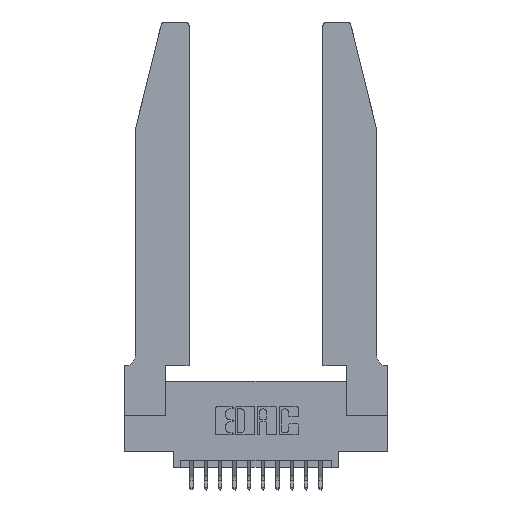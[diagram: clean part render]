
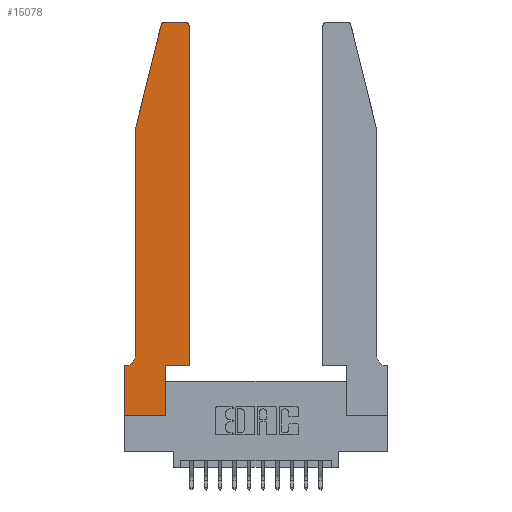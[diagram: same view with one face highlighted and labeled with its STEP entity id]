
A CAD part, top view. The second image highlights one B-rep face of the part: STEP entity #15078.
In plain terms, the highlighted planar face has unit normal (0, 0, 1).
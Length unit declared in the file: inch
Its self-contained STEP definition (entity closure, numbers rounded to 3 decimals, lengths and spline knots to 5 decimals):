
#195 = DIRECTION ( 'NONE',  ( 0., 1., 0. ) ) ;
#670 = EDGE_CURVE ( 'NONE', #4520, #7968, #11045, .T. ) ;
#757 = CARTESIAN_POINT ( 'NONE',  ( 0.0755, 0.35, 0.37 ) ) ;
#799 = CARTESIAN_POINT ( 'NONE',  ( 0., 0.35, 0.37 ) ) ;
#832 = VERTEX_POINT ( 'NONE', #15776 ) ;
#1137 = CARTESIAN_POINT ( 'NONE',  ( 0., 0.35, 0.37 ) ) ;
#1164 = LINE ( 'NONE', #757, #11654 ) ;
#1302 = DIRECTION ( 'NONE',  ( 0., 0., 1. ) ) ;
#2264 = DIRECTION ( 'NONE',  ( -1., 0., 0. ) ) ;
#2373 = DIRECTION ( 'NONE',  ( -1., 0., 0. ) ) ;
#2388 = VERTEX_POINT ( 'NONE', #16981 ) ;
#2459 = DIRECTION ( 'NONE',  ( 0., 1., 0. ) ) ;
#2506 = AXIS2_PLACEMENT_3D ( 'NONE', #14666, #1302, #5358 ) ;
#2744 = VERTEX_POINT ( 'NONE', #7346 ) ;
#2792 = LINE ( 'NONE', #12284, #5311 ) ;
#2819 = DIRECTION ( 'NONE',  ( -0.239, -0.971, 0. ) ) ;
#2995 = LINE ( 'NONE', #11958, #3223 ) ;
#3223 = VECTOR ( 'NONE', #2459, 39.37008 ) ;
#4057 = CARTESIAN_POINT ( 'NONE',  ( 0.4505, 0.35, 0.37 ) ) ;
#4520 = VERTEX_POINT ( 'NONE', #16649 ) ;
#4643 = LINE ( 'NONE', #12429, #12396 ) ;
#4732 = EDGE_CURVE ( 'NONE', #7968, #13037, #2995, .T. ) ;
#4832 = CARTESIAN_POINT ( 'NONE',  ( 0.4205, 2.75, 0.37 ) ) ;
#4847 = FACE_OUTER_BOUND ( 'NONE', #9931, .T. ) ;
#5311 = VECTOR ( 'NONE', #11033, 39.37008 ) ;
#5358 = DIRECTION ( 'NONE',  ( 1., 0., 0. ) ) ;
#5907 = CARTESIAN_POINT ( 'NONE',  ( 0., 0., 0.37 ) ) ;
#5993 = ORIENTED_EDGE ( 'NONE', *, *, #670, .T. ) ;
#6138 = EDGE_CURVE ( 'NONE', #10066, #2744, #4643, .T. ) ;
#6296 = CARTESIAN_POINT ( 'NONE',  ( 0.2865, 0., 0.37 ) ) ;
#6451 = LINE ( 'NONE', #5907, #8591 ) ;
#7069 = VECTOR ( 'NONE', #7474, 39.37008 ) ;
#7337 = ORIENTED_EDGE ( 'NONE', *, *, #10051, .T. ) ;
#7346 = CARTESIAN_POINT ( 'NONE',  ( 0.0755, 2., 0.37 ) ) ;
#7474 = DIRECTION ( 'NONE',  ( 0., -1., 0. ) ) ;
#7742 = VERTEX_POINT ( 'NONE', #1137 ) ;
#7775 = CARTESIAN_POINT ( 'NONE',  ( 0.4505, 0.35, 0.37 ) ) ;
#7893 = DIRECTION ( 'NONE',  ( 0., 0., -1. ) ) ;
#7968 = VERTEX_POINT ( 'NONE', #6296 ) ;
#8132 = ORIENTED_EDGE ( 'NONE', *, *, #6138, .T. ) ;
#8155 = CARTESIAN_POINT ( 'NONE',  ( 0.0055, 0.35, 0.37 ) ) ;
#8470 = ORIENTED_EDGE ( 'NONE', *, *, #9773, .T. ) ;
#8576 = CIRCLE ( 'NONE', #2506, 0.03 ) ;
#8591 = VECTOR ( 'NONE', #12643, 39.37008 ) ;
#8766 = ORIENTED_EDGE ( 'NONE', *, *, #10268, .T. ) ;
#8932 = ORIENTED_EDGE ( 'NONE', *, *, #11785, .T. ) ;
#9566 = VECTOR ( 'NONE', #195, 39.37008 ) ;
#9583 = EDGE_CURVE ( 'NONE', #832, #10066, #16494, .T. ) ;
#9708 = ORIENTED_EDGE ( 'NONE', *, *, #16957, .T. ) ;
#9773 = EDGE_CURVE ( 'NONE', #7742, #4520, #6451, .T. ) ;
#9874 = CARTESIAN_POINT ( 'NONE',  ( 0.0755, 0.42, 0.37 ) ) ;
#9931 = EDGE_LOOP ( 'NONE', ( #11177, #16801, #8132, #8932, #7337, #14500, #8470, #5993, #12449, #15709, #9708, #8766 ) ) ;
#10051 = EDGE_CURVE ( 'NONE', #14586, #13387, #11714, .T. ) ;
#10066 = VERTEX_POINT ( 'NONE', #14563 ) ;
#10182 = DIRECTION ( 'NONE',  ( 1., 0., 0. ) ) ;
#10268 = EDGE_CURVE ( 'NONE', #2388, #12515, #8576, .T. ) ;
#10402 = CARTESIAN_POINT ( 'NONE',  ( 0.2605, 2.75, 0.37 ) ) ;
#10792 = DIRECTION ( 'NONE',  ( 1., 0., 0. ) ) ;
#11033 = DIRECTION ( 'NONE',  ( 1., 0., 0. ) ) ;
#11045 = LINE ( 'NONE', #16335, #14149 ) ;
#11085 = AXIS2_PLACEMENT_3D ( 'NONE', #15950, #17262, #10792 ) ;
#11177 = ORIENTED_EDGE ( 'NONE', *, *, #17166, .T. ) ;
#11293 = CARTESIAN_POINT ( 'NONE',  ( 0.2865, 0.35, 0.37 ) ) ;
#11369 = DIRECTION ( 'NONE',  ( 0., 0., 1. ) ) ;
#11654 = VECTOR ( 'NONE', #2264, 39.37008 ) ;
#11714 = CIRCLE ( 'NONE', #15520, 0.07 ) ;
#11785 = EDGE_CURVE ( 'NONE', #2744, #14586, #13992, .T. ) ;
#11958 = CARTESIAN_POINT ( 'NONE',  ( 0.2865, 0.35, 0.37 ) ) ;
#12284 = CARTESIAN_POINT ( 'NONE',  ( 0.4505, 0.35, 0.37 ) ) ;
#12346 = DIRECTION ( 'NONE',  ( 1., 0., 0. ) ) ;
#12396 = VECTOR ( 'NONE', #2819, 39.37008 ) ;
#12429 = CARTESIAN_POINT ( 'NONE',  ( 0.0755, 2., 0.37 ) ) ;
#12449 = ORIENTED_EDGE ( 'NONE', *, *, #4732, .T. ) ;
#12515 = VERTEX_POINT ( 'NONE', #4832 ) ;
#12643 = DIRECTION ( 'NONE',  ( 0., -1., 0. ) ) ;
#13037 = VERTEX_POINT ( 'NONE', #11293 ) ;
#13245 = CARTESIAN_POINT ( 'NONE',  ( 0.0055, 0.42, 0.37 ) ) ;
#13387 = VERTEX_POINT ( 'NONE', #8155 ) ;
#13785 = VERTEX_POINT ( 'NONE', #7775 ) ;
#13871 = EDGE_CURVE ( 'NONE', #13037, #13785, #2792, .T. ) ;
#13992 = LINE ( 'NONE', #15396, #7069 ) ;
#14149 = VECTOR ( 'NONE', #12346, 39.37008 ) ;
#14500 = ORIENTED_EDGE ( 'NONE', *, *, #16421, .T. ) ;
#14563 = CARTESIAN_POINT ( 'NONE',  ( 0.25487, 2.72718, 0.37 ) ) ;
#14586 = VERTEX_POINT ( 'NONE', #9874 ) ;
#14666 = CARTESIAN_POINT ( 'NONE',  ( 0.4205, 2.72, 0.37 ) ) ;
#14759 = LINE ( 'NONE', #10402, #15790 ) ;
#15078 = ADVANCED_FACE ( 'NONE', ( #4847 ), #15317, .T. ) ;
#15317 = PLANE ( 'NONE',  #16668 ) ;
#15396 = CARTESIAN_POINT ( 'NONE',  ( 0.0755, 2., 0.37 ) ) ;
#15410 = LINE ( 'NONE', #4057, #9566 ) ;
#15520 = AXIS2_PLACEMENT_3D ( 'NONE', #13245, #7893, #2373 ) ;
#15634 = DIRECTION ( 'NONE',  ( -1., 0., 0. ) ) ;
#15709 = ORIENTED_EDGE ( 'NONE', *, *, #13871, .T. ) ;
#15776 = CARTESIAN_POINT ( 'NONE',  ( 0.284, 2.75, 0.37 ) ) ;
#15790 = VECTOR ( 'NONE', #15634, 39.37008 ) ;
#15950 = CARTESIAN_POINT ( 'NONE',  ( 0.284, 2.72, 0.37 ) ) ;
#16335 = CARTESIAN_POINT ( 'NONE',  ( 0., 0., 0.37 ) ) ;
#16421 = EDGE_CURVE ( 'NONE', #13387, #7742, #1164, .T. ) ;
#16494 = CIRCLE ( 'NONE', #11085, 0.03 ) ;
#16649 = CARTESIAN_POINT ( 'NONE',  ( 0., 0., 0.37 ) ) ;
#16668 = AXIS2_PLACEMENT_3D ( 'NONE', #799, #11369, #10182 ) ;
#16801 = ORIENTED_EDGE ( 'NONE', *, *, #9583, .T. ) ;
#16957 = EDGE_CURVE ( 'NONE', #13785, #2388, #15410, .T. ) ;
#16981 = CARTESIAN_POINT ( 'NONE',  ( 0.4505, 2.72, 0.37 ) ) ;
#17166 = EDGE_CURVE ( 'NONE', #12515, #832, #14759, .T. ) ;
#17262 = DIRECTION ( 'NONE',  ( 0., 0., 1. ) ) ;
